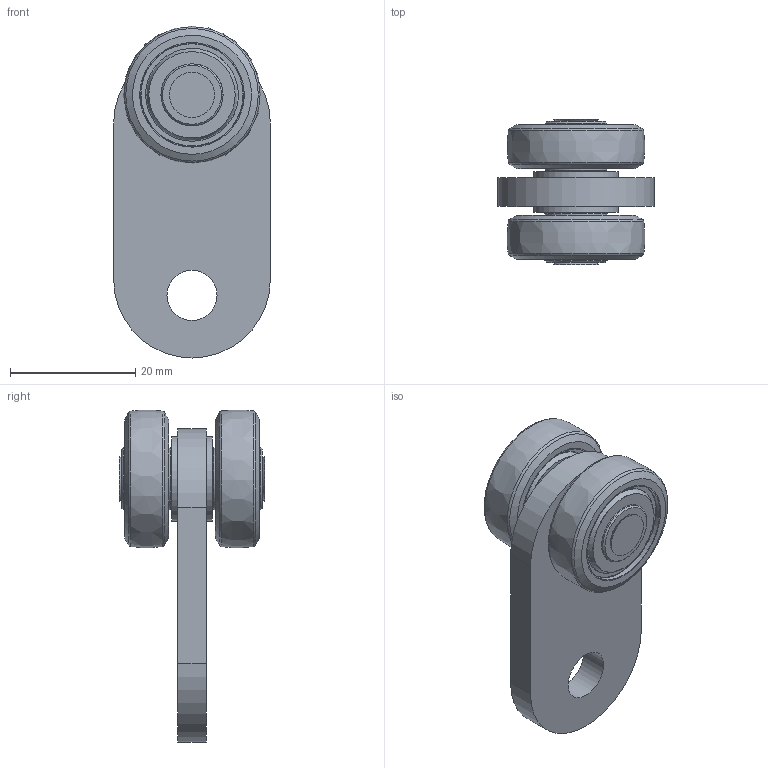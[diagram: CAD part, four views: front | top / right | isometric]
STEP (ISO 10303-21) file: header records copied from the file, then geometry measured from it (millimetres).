
FILE_DESCRIPTION(('STEP AP214'),'1');
FILE_NAME('PMH Åkvagn 1111.stp','2013-08-16T11:38:44',(' '),(' '),'Spatial InterOp 3D',' ',' ');
FILE_SCHEMA(('automotive_design'));
Length unit declared in the file: millimetre
Products named in the file (12): PMH Kabelskena akvagn 1111; NAUO11; NAUO15; NAUO10; NAUO9; NAUO14; NAUO19; NAUO17; NAUO7; NAUO4; NAUO3
Assembly tree (19 placements, depth 3):
  PMH Kabelskena akvagn 1111
    NAUO11  x2
    NAUO15
      NAUO10
      NAUO9
    NAUO14  x2
      NAUO19
      NAUO17
      NAUO7
      NAUO7
      NAUO4
      NAUO3
Bounding box: 25 x 23.2 x 52.98 mm (x, y, z)
Volume: 9175.6 mm3; surface area: 9776.4 mm2
Topology: 28 solids, 28 shells, 153 faces, 282 edges, 171 vertices
Faces by surface type: plane 44, cylinder 43, cone 28, torus 22, sphere 14, bspline 2
Full cylindrical faces by diameter (mm): 6 x3, 6.2 x3, 8 x1, 9.9 x8, 11.48 x4, 11.88 x2, 13.5 x2, 14.82 x2, 15.08 x4, 16.4 x4, 16.7 x8
Entity records: 2584 total; most frequent: DIRECTION 354, CARTESIAN_POINT 288, AXIS2_PLACEMENT_3D 173, ORIENTED_EDGE 166, EDGE_LOOP 148, FACE_OUTER_BOUND 110, EDGE_CURVE 83, VERTEX_POINT 79
